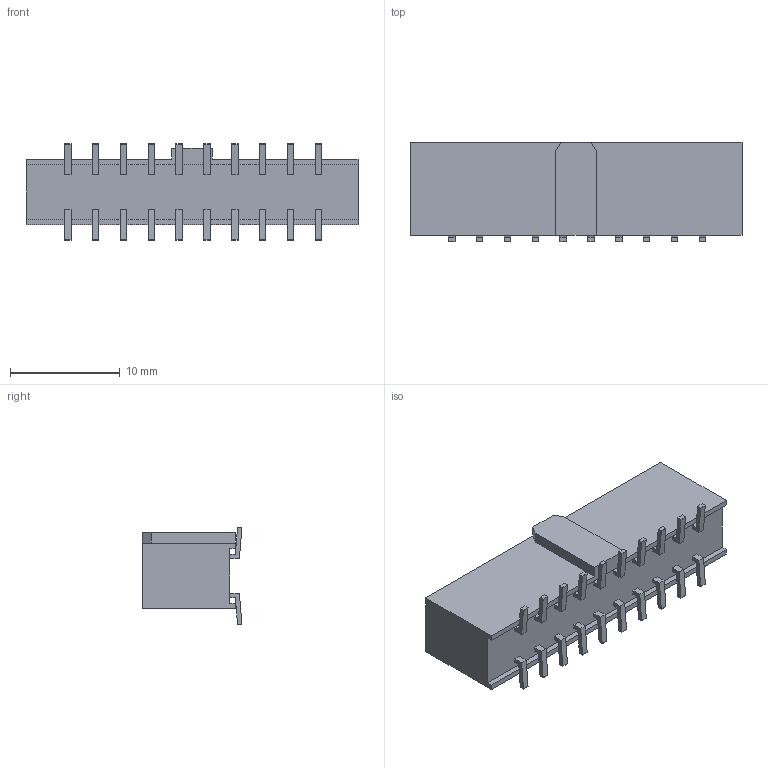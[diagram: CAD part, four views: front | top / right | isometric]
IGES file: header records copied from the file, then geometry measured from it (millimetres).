
Start section: SolidWorks IGES file using analytic representation for surfaces
Global section: file name: SSHSM-1-P.IGS; native system: SolidWorks 2016; preprocessor: SolidWorks 2016; author: ewilson; date: 160418.140510; units: inch
Bounding box: 30.28 x 9.1 x 8.8 mm (x, y, z)
Surface area: 1642.3 mm2 (no closed solid volume)
Topology: 0 solids, 0 shells, 356 faces, 1724 edges, 1724 vertices
Faces by surface type: bspline 356
